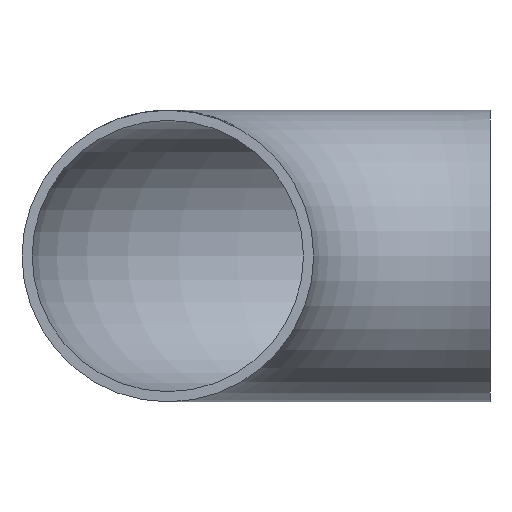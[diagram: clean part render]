
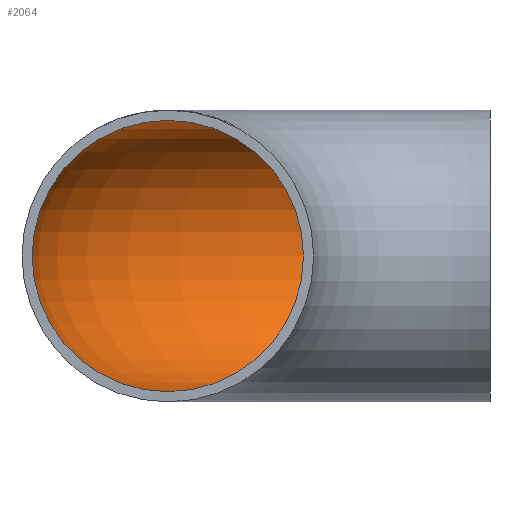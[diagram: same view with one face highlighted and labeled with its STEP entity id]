
A CAD part, front view. The second image highlights one B-rep face of the part: STEP entity #2064.
In plain terms, the highlighted toroidal (fillet/blend) face has major radius 47.5 mm and minor radius 20 mm.
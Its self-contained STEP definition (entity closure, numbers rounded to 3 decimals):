
#572 = VERTEX_POINT ( 'NONE', #6268 ) ;
#814 = DIRECTION ( 'NONE',  ( 0., 0., 1. ) ) ;
#2064 = ADVANCED_FACE ( 'NONE', ( #3697, #5184 ), #3484, .F. ) ;
#3484 = TOROIDAL_SURFACE ( 'NONE', #7737, 47.5, 20. ) ;
#3697 = FACE_OUTER_BOUND ( 'NONE', #5653, .T. ) ;
#3995 = DIRECTION ( 'NONE',  ( 0., 1., 0. ) ) ;
#4006 = AXIS2_PLACEMENT_3D ( 'NONE', #4787, #3995, #814 ) ;
#4449 = CIRCLE ( 'NONE', #5325, 20. ) ;
#4701 = CIRCLE ( 'NONE', #4006, 20. ) ;
#4787 = CARTESIAN_POINT ( 'NONE',  ( -47.5, 0., 0. ) ) ;
#4873 = VERTEX_POINT ( 'NONE', #6302 ) ;
#4977 = EDGE_LOOP ( 'NONE', ( #7631 ) ) ;
#5125 = DIRECTION ( 'NONE',  ( -1., 0., 0. ) ) ;
#5184 = FACE_OUTER_BOUND ( 'NONE', #4977, .T. ) ;
#5325 = AXIS2_PLACEMENT_3D ( 'NONE', #8648, #7900, #5841 ) ;
#5653 = EDGE_LOOP ( 'NONE', ( #8761 ) ) ;
#5762 = DIRECTION ( 'NONE',  ( 0., 0., -1. ) ) ;
#5798 = CARTESIAN_POINT ( 'NONE',  ( 0., 0., 0. ) ) ;
#5841 = DIRECTION ( 'NONE',  ( 0., 1., 0. ) ) ;
#6268 = CARTESIAN_POINT ( 'NONE',  ( -47.5, 0., 20. ) ) ;
#6302 = CARTESIAN_POINT ( 'NONE',  ( 0., 67.5, 0. ) ) ;
#7109 = EDGE_CURVE ( 'NONE', #572, #572, #4701, .T. ) ;
#7631 = ORIENTED_EDGE ( 'NONE', *, *, #7109, .F. ) ;
#7737 = AXIS2_PLACEMENT_3D ( 'NONE', #5798, #5762, #5125 ) ;
#7773 = EDGE_CURVE ( 'NONE', #4873, #4873, #4449, .T. ) ;
#7900 = DIRECTION ( 'NONE',  ( 1., 0., 0. ) ) ;
#8648 = CARTESIAN_POINT ( 'NONE',  ( 0., 47.5, 0. ) ) ;
#8761 = ORIENTED_EDGE ( 'NONE', *, *, #7773, .T. ) ;
